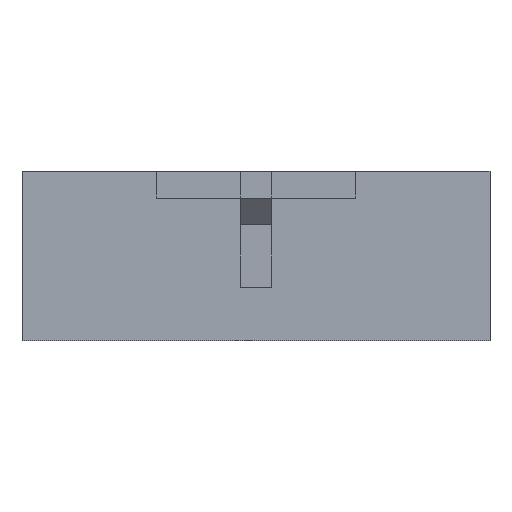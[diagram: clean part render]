
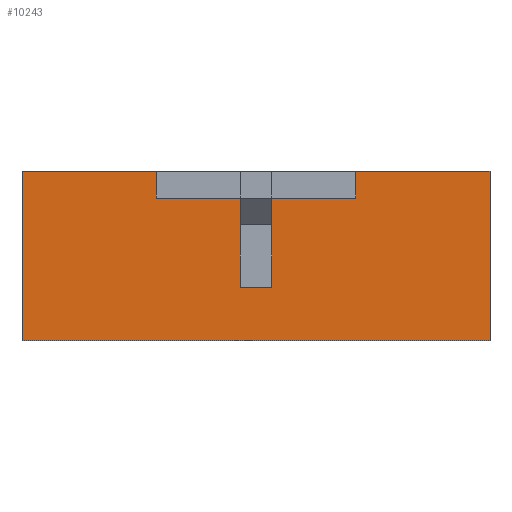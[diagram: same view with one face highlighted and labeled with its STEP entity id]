
A CAD part, left-side view. The second image highlights one B-rep face of the part: STEP entity #10243.
In plain terms, the highlighted planar face has unit normal (-1, 0, 0).
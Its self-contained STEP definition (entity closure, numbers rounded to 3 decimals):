
#3496 = VERTEX_POINT('',#3497);
#3497 = CARTESIAN_POINT('',(-17.26,-10.5,-3.8));
#3503 = EDGE_CURVE('',#3504,#3496,#3506,.T.);
#3504 = VERTEX_POINT('',#3505);
#3505 = CARTESIAN_POINT('',(-17.26,10.5,-3.8));
#3506 = LINE('',#3507,#3508);
#3507 = CARTESIAN_POINT('',(-17.26,10.5,-3.8));
#3508 = VECTOR('',#3509,1.);
#3509 = DIRECTION('',(0.,-1.,0.));
#7653 = VERTEX_POINT('',#7654);
#7654 = CARTESIAN_POINT('',(-17.26,-0.7,
    -1.4));
#7660 = EDGE_CURVE('',#7661,#7653,#7663,.T.);
#7661 = VERTEX_POINT('',#7662);
#7662 = CARTESIAN_POINT('',(-17.26,-0.7,
    2.6));
#7663 = LINE('',#7664,#7665);
#7664 = CARTESIAN_POINT('',(-17.26,-0.7,
    2.6));
#7665 = VECTOR('',#7666,1.);
#7666 = DIRECTION('',(0.,0.,-1.));
#7691 = EDGE_CURVE('',#7692,#7661,#7694,.T.);
#7692 = VERTEX_POINT('',#7693);
#7693 = CARTESIAN_POINT('',(-17.26,-4.475,
    2.6));
#7694 = LINE('',#7695,#7696);
#7695 = CARTESIAN_POINT('',(-17.26,-4.475,
    2.6));
#7696 = VECTOR('',#7697,1.);
#7697 = DIRECTION('',(0.,1.,0.));
#7770 = VERTEX_POINT('',#7771);
#7771 = CARTESIAN_POINT('',(-17.26,-4.475,
    3.8));
#7777 = EDGE_CURVE('',#7778,#7770,#7780,.T.);
#7778 = VERTEX_POINT('',#7779);
#7779 = CARTESIAN_POINT('',(-17.26,-10.5,3.8));
#7780 = LINE('',#7781,#7782);
#7781 = CARTESIAN_POINT('',(-17.26,-10.5,3.8));
#7782 = VECTOR('',#7783,1.);
#7783 = DIRECTION('',(0.,1.,0.));
#7850 = VERTEX_POINT('',#7851);
#7851 = CARTESIAN_POINT('',(-17.26,10.5,3.8));
#7857 = EDGE_CURVE('',#7858,#7850,#7860,.T.);
#7858 = VERTEX_POINT('',#7859);
#7859 = CARTESIAN_POINT('',(-17.26,4.475,
    3.8));
#7860 = LINE('',#7861,#7862);
#7861 = CARTESIAN_POINT('',(-17.26,4.475,
    3.8));
#7862 = VECTOR('',#7863,1.);
#7863 = DIRECTION('',(0.,1.,0.));
#8247 = VERTEX_POINT('',#8248);
#8248 = CARTESIAN_POINT('',(-17.26,4.475,
    2.6));
#8254 = EDGE_CURVE('',#8255,#8247,#8257,.T.);
#8255 = VERTEX_POINT('',#8256);
#8256 = CARTESIAN_POINT('',(-17.26,0.7,
    2.6));
#8257 = LINE('',#8258,#8259);
#8258 = CARTESIAN_POINT('',(-17.26,0.7,
    2.6));
#8259 = VECTOR('',#8260,1.);
#8260 = DIRECTION('',(0.,1.,0.));
#8277 = EDGE_CURVE('',#8247,#7858,#8278,.T.);
#8278 = LINE('',#8279,#8280);
#8279 = CARTESIAN_POINT('',(-17.26,4.475,
    2.6));
#8280 = VECTOR('',#8281,1.);
#8281 = DIRECTION('',(0.,0.,1.));
#10243 = ADVANCED_FACE('',(#10244),#10285,.T.);
#10244 = FACE_BOUND('',#10245,.T.);
#10245 = EDGE_LOOP('',(#10246,#10247,#10248,#10256,#10262,#10263,#10264,
    #10265,#10271,#10272,#10278,#10279));
#10246 = ORIENTED_EDGE('',*,*,#7691,.T.);
#10247 = ORIENTED_EDGE('',*,*,#7660,.T.);
#10248 = ORIENTED_EDGE('',*,*,#10249,.T.);
#10249 = EDGE_CURVE('',#7653,#10250,#10252,.T.);
#10250 = VERTEX_POINT('',#10251);
#10251 = CARTESIAN_POINT('',(-17.26,0.7,
    -1.4));
#10252 = LINE('',#10253,#10254);
#10253 = CARTESIAN_POINT('',(-17.26,-0.7,
    -1.4));
#10254 = VECTOR('',#10255,1.);
#10255 = DIRECTION('',(0.,1.,0.));
#10256 = ORIENTED_EDGE('',*,*,#10257,.T.);
#10257 = EDGE_CURVE('',#10250,#8255,#10258,.T.);
#10258 = LINE('',#10259,#10260);
#10259 = CARTESIAN_POINT('',(-17.26,0.7,
    -1.4));
#10260 = VECTOR('',#10261,1.);
#10261 = DIRECTION('',(0.,0.,1.));
#10262 = ORIENTED_EDGE('',*,*,#8254,.T.);
#10263 = ORIENTED_EDGE('',*,*,#8277,.T.);
#10264 = ORIENTED_EDGE('',*,*,#7857,.T.);
#10265 = ORIENTED_EDGE('',*,*,#10266,.T.);
#10266 = EDGE_CURVE('',#7850,#3504,#10267,.T.);
#10267 = LINE('',#10268,#10269);
#10268 = CARTESIAN_POINT('',(-17.26,10.5,3.8));
#10269 = VECTOR('',#10270,1.);
#10270 = DIRECTION('',(0.,0.,-1.));
#10271 = ORIENTED_EDGE('',*,*,#3503,.T.);
#10272 = ORIENTED_EDGE('',*,*,#10273,.T.);
#10273 = EDGE_CURVE('',#3496,#7778,#10274,.T.);
#10274 = LINE('',#10275,#10276);
#10275 = CARTESIAN_POINT('',(-17.26,-10.5,-3.8));
#10276 = VECTOR('',#10277,1.);
#10277 = DIRECTION('',(0.,0.,1.));
#10278 = ORIENTED_EDGE('',*,*,#7777,.T.);
#10279 = ORIENTED_EDGE('',*,*,#10280,.T.);
#10280 = EDGE_CURVE('',#7770,#7692,#10281,.T.);
#10281 = LINE('',#10282,#10283);
#10282 = CARTESIAN_POINT('',(-17.26,-4.475,
    3.8));
#10283 = VECTOR('',#10284,1.);
#10284 = DIRECTION('',(0.,0.,-1.));
#10285 = PLANE('',#10286);
#10286 = AXIS2_PLACEMENT_3D('',#10287,#10288,#10289);
#10287 = CARTESIAN_POINT('',(-17.26,0.,-0.057));
#10288 = DIRECTION('',(-1.,-0.,-0.));
#10289 = DIRECTION('',(0.,0.,-1.));
